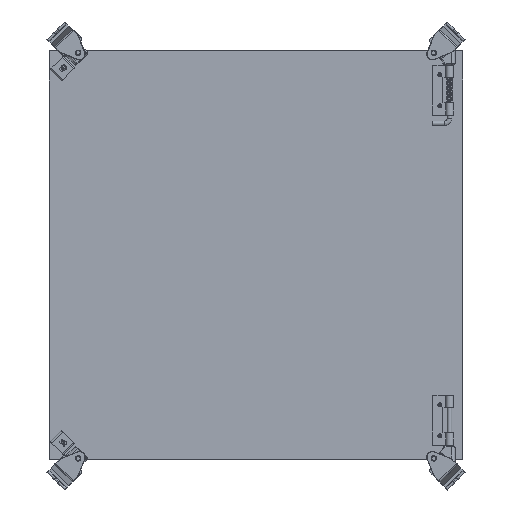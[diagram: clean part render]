
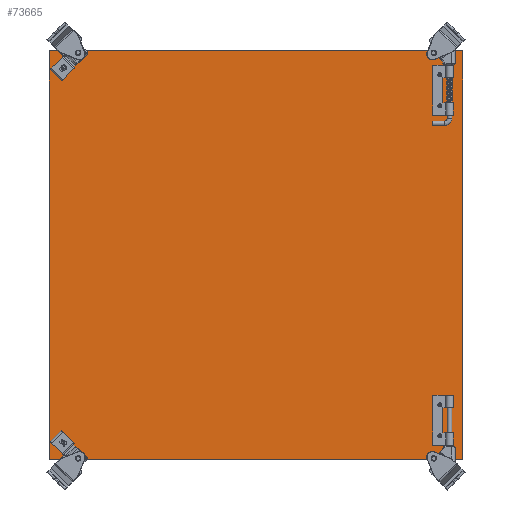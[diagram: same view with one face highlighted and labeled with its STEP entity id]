
A CAD part, top view. The second image highlights one B-rep face of the part: STEP entity #73665.
In plain terms, the highlighted planar face has unit normal (0.002, 0, 1).
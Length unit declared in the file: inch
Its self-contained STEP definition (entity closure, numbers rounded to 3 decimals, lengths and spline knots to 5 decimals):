
#227 = ORIENTED_EDGE ( 'NONE', *, *, #20740, .T. ) ;
#503 = EDGE_CURVE ( 'NONE', #35945, #35945, #72076, .T. ) ;
#3271 = DIRECTION ( 'NONE',  ( -0.002, 0., -1. ) ) ;
#4294 = CARTESIAN_POINT ( 'NONE',  ( -7.81628, -7.49252, -2.30768 ) ) ;
#4888 = CARTESIAN_POINT ( 'NONE',  ( 8.27889, 0.01698, -2.33689 ) ) ;
#5048 = DIRECTION ( 'NONE',  ( -0.002, 0., -1. ) ) ;
#6399 = CARTESIAN_POINT ( 'NONE',  ( 8.27889, -8.17052, -2.33689 ) ) ;
#6774 = ORIENTED_EDGE ( 'NONE', *, *, #56674, .F. ) ;
#6909 = DIRECTION ( 'NONE',  ( -1., 0., 0.002 ) ) ;
#8301 = CARTESIAN_POINT ( 'NONE',  ( 8.27889, 8.20448, -2.33689 ) ) ;
#8883 = VERTEX_POINT ( 'NONE', #45567 ) ;
#9309 = DIRECTION ( 'NONE',  ( -0.002, 0., -1. ) ) ;
#9318 = CIRCLE ( 'NONE', #79670, 0.07 ) ;
#9808 = CARTESIAN_POINT ( 'NONE',  ( 7.29889, 7.25478, -2.33511 ) ) ;
#10020 = ORIENTED_EDGE ( 'NONE', *, *, #88639, .T. ) ;
#10982 = ORIENTED_EDGE ( 'NONE', *, *, #503, .T. ) ;
#11255 = CIRCLE ( 'NONE', #70489, 0.125 ) ;
#11406 = ORIENTED_EDGE ( 'NONE', *, *, #49583, .F. ) ;
#12446 = EDGE_CURVE ( 'NONE', #77937, #77937, #9318, .T. ) ;
#12570 = CARTESIAN_POINT ( 'NONE',  ( -7.69129, -7.49252, -2.3079 ) ) ;
#12949 = CARTESIAN_POINT ( 'NONE',  ( -8.28358, -8.17052, -2.30683 ) ) ;
#13368 = LINE ( 'NONE', #87528, #85372 ) ;
#13545 = EDGE_LOOP ( 'NONE', ( #71843 ) ) ;
#15457 = DIRECTION ( 'NONE',  ( -0.002, 0., -1. ) ) ;
#16116 = DIRECTION ( 'NONE',  ( -0.002, 0., -1. ) ) ;
#17646 = ORIENTED_EDGE ( 'NONE', *, *, #24507, .F. ) ;
#18019 = CIRCLE ( 'NONE', #38849, 0.07 ) ;
#18536 = EDGE_CURVE ( 'NONE', #81392, #81392, #18019, .T. ) ;
#18808 = DIRECTION ( 'NONE',  ( -1., 0., 0.002 ) ) ;
#19343 = ORIENTED_EDGE ( 'NONE', *, *, #78443, .F. ) ;
#20740 = EDGE_CURVE ( 'NONE', #42870, #42870, #41981, .T. ) ;
#21006 = DIRECTION ( 'NONE',  ( -1., 0., 0.002 ) ) ;
#21887 = LINE ( 'NONE', #8301, #51735 ) ;
#22382 = DIRECTION ( 'NONE',  ( 1., 0., -0.002 ) ) ;
#24507 = EDGE_CURVE ( 'NONE', #8883, #55905, #35975, .T. ) ;
#26778 = ORIENTED_EDGE ( 'NONE', *, *, #18536, .T. ) ;
#27809 = CARTESIAN_POINT ( 'NONE',  ( 7.29889, -5.97082, -2.33511 ) ) ;
#28891 = AXIS2_PLACEMENT_3D ( 'NONE', #42384, #3271, #18808 ) ;
#29122 = DIRECTION ( 'NONE',  ( -0.002, 0., -1. ) ) ;
#32869 = FACE_BOUND ( 'NONE', #42667, .T. ) ;
#35945 = VERTEX_POINT ( 'NONE', #73963 ) ;
#35975 = LINE ( 'NONE', #4888, #90319 ) ;
#38849 = AXIS2_PLACEMENT_3D ( 'NONE', #70644, #57129, #21006 ) ;
#40411 = FACE_OUTER_BOUND ( 'NONE', #69443, .T. ) ;
#41392 = FACE_BOUND ( 'NONE', #13545, .T. ) ;
#41981 = CIRCLE ( 'NONE', #57986, 0.07 ) ;
#42384 = CARTESIAN_POINT ( 'NONE',  ( -7.69129, 7.52648, -2.3079 ) ) ;
#42667 = EDGE_LOOP ( 'NONE', ( #26778 ) ) ;
#42870 = VERTEX_POINT ( 'NONE', #88393 ) ;
#44487 = VERTEX_POINT ( 'NONE', #56899 ) ;
#45567 = CARTESIAN_POINT ( 'NONE',  ( 8.27889, 8.20448, -2.33689 ) ) ;
#47434 = CARTESIAN_POINT ( 'NONE',  ( -0.00235, 0.01698, -2.32186 ) ) ;
#48406 = FACE_BOUND ( 'NONE', #76427, .T. ) ;
#49583 = EDGE_CURVE ( 'NONE', #44487, #8883, #21887, .T. ) ;
#51735 = VECTOR ( 'NONE', #22382, 39.37008 ) ;
#51798 = CIRCLE ( 'NONE', #87012, 0.07 ) ;
#52929 = CARTESIAN_POINT ( 'NONE',  ( -8.28358, -8.17052, -2.30683 ) ) ;
#54938 = DIRECTION ( 'NONE',  ( -1., 0., 0.002 ) ) ;
#55905 = VERTEX_POINT ( 'NONE', #6399 ) ;
#56674 = EDGE_CURVE ( 'NONE', #55905, #82462, #66052, .T. ) ;
#56899 = CARTESIAN_POINT ( 'NONE',  ( -8.28358, 8.20448, -2.30683 ) ) ;
#56905 = FACE_BOUND ( 'NONE', #62092, .T. ) ;
#57129 = DIRECTION ( 'NONE',  ( -0.002, 0., -1. ) ) ;
#57513 = DIRECTION ( 'NONE',  ( 0., 1., 0. ) ) ;
#57986 = AXIS2_PLACEMENT_3D ( 'NONE', #67041, #15457, #82572 ) ;
#59036 = ORIENTED_EDGE ( 'NONE', *, *, #78244, .T. ) ;
#62092 = EDGE_LOOP ( 'NONE', ( #10020 ) ) ;
#66052 = LINE ( 'NONE', #12949, #87023 ) ;
#66495 = DIRECTION ( 'NONE',  ( 0., -1., 0. ) ) ;
#67041 = CARTESIAN_POINT ( 'NONE',  ( 7.36889, -7.22082, -2.33523 ) ) ;
#69443 = EDGE_LOOP ( 'NONE', ( #6774, #17646, #11406, #19343 ) ) ;
#70489 = AXIS2_PLACEMENT_3D ( 'NONE', #12570, #5048, #88714 ) ;
#70644 = CARTESIAN_POINT ( 'NONE',  ( 7.36889, -5.97082, -2.33523 ) ) ;
#71843 = ORIENTED_EDGE ( 'NONE', *, *, #12446, .T. ) ;
#72076 = CIRCLE ( 'NONE', #28891, 0.125 ) ;
#73309 = AXIS2_PLACEMENT_3D ( 'NONE', #47434, #9309, #54938 ) ;
#73665 = ADVANCED_FACE ( 'NONE', ( #94915, #32869, #94425, #41392, #56905, #48406, #40411 ), #87407, .F. ) ;
#73963 = CARTESIAN_POINT ( 'NONE',  ( -7.81628, 7.52648, -2.30768 ) ) ;
#76195 = CARTESIAN_POINT ( 'NONE',  ( 7.36889, 7.25478, -2.33523 ) ) ;
#76427 = EDGE_LOOP ( 'NONE', ( #10982 ) ) ;
#77937 = VERTEX_POINT ( 'NONE', #9808 ) ;
#78244 = EDGE_CURVE ( 'NONE', #94949, #94949, #51798, .T. ) ;
#78443 = EDGE_CURVE ( 'NONE', #82462, #44487, #13368, .T. ) ;
#79670 = AXIS2_PLACEMENT_3D ( 'NONE', #76195, #16116, #92702 ) ;
#81392 = VERTEX_POINT ( 'NONE', #27809 ) ;
#82088 = EDGE_LOOP ( 'NONE', ( #227 ) ) ;
#82462 = VERTEX_POINT ( 'NONE', #52929 ) ;
#82572 = DIRECTION ( 'NONE',  ( -1., 0., 0.002 ) ) ;
#85372 = VECTOR ( 'NONE', #57513, 39.37008 ) ;
#86949 = CARTESIAN_POINT ( 'NONE',  ( 7.29889, 6.00478, -2.33511 ) ) ;
#87012 = AXIS2_PLACEMENT_3D ( 'NONE', #97692, #29122, #90211 ) ;
#87023 = VECTOR ( 'NONE', #6909, 39.37008 ) ;
#87407 = PLANE ( 'NONE',  #73309 ) ;
#87528 = CARTESIAN_POINT ( 'NONE',  ( -8.28358, 8.20448, -2.30683 ) ) ;
#88196 = EDGE_LOOP ( 'NONE', ( #59036 ) ) ;
#88393 = CARTESIAN_POINT ( 'NONE',  ( 7.29889, -7.22082, -2.33511 ) ) ;
#88639 = EDGE_CURVE ( 'NONE', #97386, #97386, #11255, .T. ) ;
#88714 = DIRECTION ( 'NONE',  ( -1., 0., 0.002 ) ) ;
#90211 = DIRECTION ( 'NONE',  ( -1., 0., 0.002 ) ) ;
#90319 = VECTOR ( 'NONE', #66495, 39.37008 ) ;
#92702 = DIRECTION ( 'NONE',  ( -1., 0., 0.002 ) ) ;
#94425 = FACE_BOUND ( 'NONE', #88196, .T. ) ;
#94915 = FACE_BOUND ( 'NONE', #82088, .T. ) ;
#94949 = VERTEX_POINT ( 'NONE', #86949 ) ;
#97386 = VERTEX_POINT ( 'NONE', #4294 ) ;
#97692 = CARTESIAN_POINT ( 'NONE',  ( 7.36889, 6.00478, -2.33523 ) ) ;
